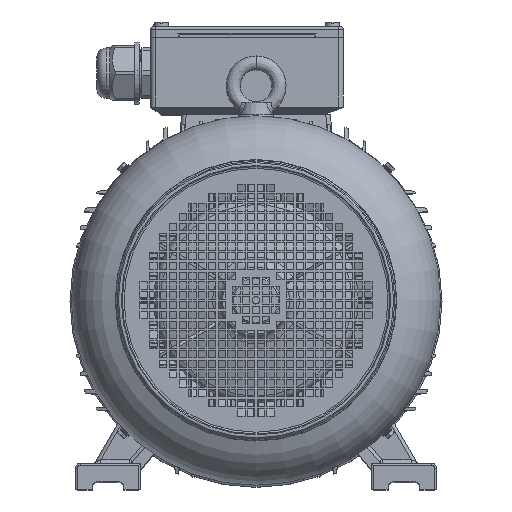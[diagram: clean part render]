
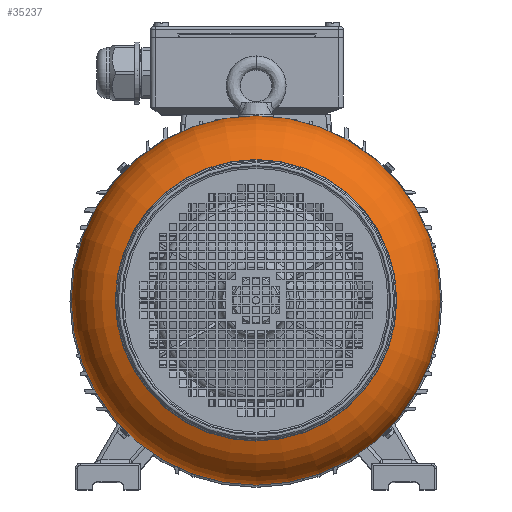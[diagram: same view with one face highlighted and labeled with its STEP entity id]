
A CAD part, top view. The second image highlights one B-rep face of the part: STEP entity #35237.
In plain terms, the highlighted toroidal (fillet/blend) face has major radius 132 mm and minor radius 66.5 mm.
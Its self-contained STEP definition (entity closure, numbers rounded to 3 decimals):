
#14140=FACE_BOUND('',#46530,.T.);
#14141=FACE_BOUND('',#46531,.T.);
#35237=ADVANCED_FACE('',(#14140,#14141),#39767,.T.);
#39767=TOROIDAL_SURFACE('',#104175,132.,66.5);
#46530=EDGE_LOOP('',(#57215));
#46531=EDGE_LOOP('',(#57216));
#57215=ORIENTED_EDGE('',*,*,#91327,.F.);
#57216=ORIENTED_EDGE('',*,*,#91328,.T.);
#82232=VERTEX_POINT('',#146533);
#82233=VERTEX_POINT('',#146536);
#91327=EDGE_CURVE('',#82232,#82232,#100551,.T.);
#91328=EDGE_CURVE('',#82233,#82233,#100552,.T.);
#100551=CIRCLE('',#104172,151.312);
#100552=CIRCLE('',#104174,198.5);
#104172=AXIS2_PLACEMENT_3D('',#146532,#116878,#116879);
#104174=AXIS2_PLACEMENT_3D('',#146535,#116882,#116883);
#104175=AXIS2_PLACEMENT_3D('',#146537,#116884,#116885);
#116878=DIRECTION('',(0.,0.,1.));
#116879=DIRECTION('',(1.,0.,0.));
#116882=DIRECTION('',(0.,0.,1.));
#116883=DIRECTION('',(1.,0.,0.));
#116884=DIRECTION('',(0.,0.,1.));
#116885=DIRECTION('',(1.,0.,0.));
#146532=CARTESIAN_POINT('',(159.373,228.4,650.479));
#146533=CARTESIAN_POINT('',(310.685,228.4,650.479));
#146535=CARTESIAN_POINT('',(159.373,228.4,586.845));
#146536=CARTESIAN_POINT('',(357.873,228.4,586.845));
#146537=CARTESIAN_POINT('',(159.373,228.4,586.845));
